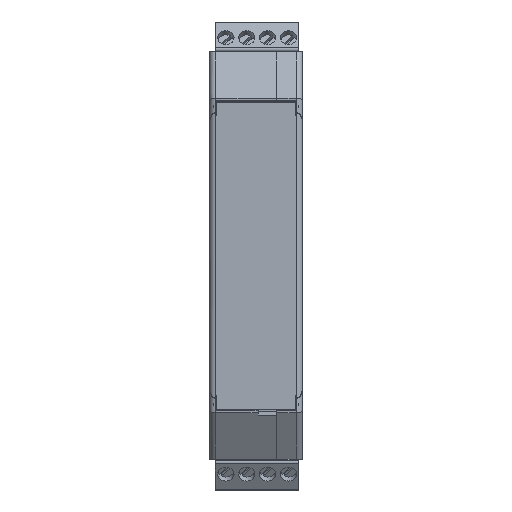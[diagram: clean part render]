
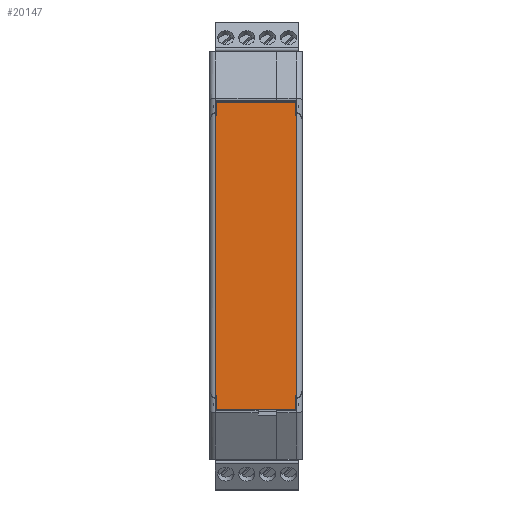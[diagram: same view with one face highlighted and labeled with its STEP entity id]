
A CAD part, top view. The second image highlights one B-rep face of the part: STEP entity #20147.
In plain terms, the highlighted planar face has unit normal (0, 0, 1).
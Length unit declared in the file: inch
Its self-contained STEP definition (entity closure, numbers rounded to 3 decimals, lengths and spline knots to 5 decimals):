
#111 = EDGE_CURVE ( 'NONE', #13683, #37821, #44006, .T. ) ;
#276 = VERTEX_POINT ( 'NONE', #31300 ) ;
#326 = EDGE_CURVE ( 'NONE', #9910, #7291, #28567, .T. ) ;
#1246 = CARTESIAN_POINT ( 'NONE',  ( -0.06017, 2.23361, 4.04134 ) ) ;
#1507 = ORIENTED_EDGE ( 'NONE', *, *, #3252, .T. ) ;
#2596 = VERTEX_POINT ( 'NONE', #5820 ) ;
#2908 = PLANE ( 'NONE',  #35662 ) ;
#3252 = EDGE_CURVE ( 'NONE', #51062, #9910, #33100, .T. ) ;
#3919 = VECTOR ( 'NONE', #9812, 39.37008 ) ;
#4067 = VECTOR ( 'NONE', #55249, 39.37008 ) ;
#4896 = EDGE_CURVE ( 'NONE', #24302, #7291, #42307, .T. ) ;
#4978 = DIRECTION ( 'NONE',  ( 0., -1., 0. ) ) ;
#5201 = LINE ( 'NONE', #11219, #15245 ) ;
#5820 = CARTESIAN_POINT ( 'NONE',  ( -0.76575, -0.60497, 4.04134 ) ) ;
#6366 = DIRECTION ( 'NONE',  ( 1., 0., 0. ) ) ;
#6488 = CARTESIAN_POINT ( 'NONE',  ( 0., 2.33597, 4.04134 ) ) ;
#7220 = DIRECTION ( 'NONE',  ( 0., -1., 0. ) ) ;
#7291 = VERTEX_POINT ( 'NONE', #17103 ) ;
#7468 = ORIENTED_EDGE ( 'NONE', *, *, #21978, .F. ) ;
#7811 = DIRECTION ( 'NONE',  ( 0., 1., 0. ) ) ;
#8349 = VECTOR ( 'NONE', #17319, 39.37008 ) ;
#8843 = CARTESIAN_POINT ( 'NONE',  ( -0.76575, 2.23361, 4.04134 ) ) ;
#9302 = ORIENTED_EDGE ( 'NONE', *, *, #4896, .F. ) ;
#9812 = DIRECTION ( 'NONE',  ( -1., 0., 0. ) ) ;
#9910 = VERTEX_POINT ( 'NONE', #18378 ) ;
#10340 = VECTOR ( 'NONE', #4978, 39.37008 ) ;
#10398 = LINE ( 'NONE', #11954, #35114 ) ;
#10786 = LINE ( 'NONE', #33709, #4067 ) ;
#11004 = DIRECTION ( 'NONE',  ( 0., 1., 0. ) ) ;
#11219 = CARTESIAN_POINT ( 'NONE',  ( -0.06017, 2.23361, 4.04134 ) ) ;
#11907 = ORIENTED_EDGE ( 'NONE', *, *, #46429, .T. ) ;
#11954 = CARTESIAN_POINT ( 'NONE',  ( 0.02992, -0.60497, 4.04134 ) ) ;
#12531 = VERTEX_POINT ( 'NONE', #33345 ) ;
#13683 = VERTEX_POINT ( 'NONE', #8843 ) ;
#15245 = VECTOR ( 'NONE', #45251, 39.37008 ) ;
#15474 = CARTESIAN_POINT ( 'NONE',  ( -0.77165, 2.23361, 4.04134 ) ) ;
#15722 = VECTOR ( 'NONE', #6366, 39.37008 ) ;
#16369 = LINE ( 'NONE', #29221, #49893 ) ;
#16608 = EDGE_LOOP ( 'NONE', ( #33369, #30059, #11907, #7468, #28443, #41376, #53741, #1507, #36603, #9302, #46563, #23507 ) ) ;
#17103 = CARTESIAN_POINT ( 'NONE',  ( -0.00591, 2.23361, 4.04134 ) ) ;
#17319 = DIRECTION ( 'NONE',  ( 1., 0., 0. ) ) ;
#17909 = LINE ( 'NONE', #48545, #23285 ) ;
#18378 = CARTESIAN_POINT ( 'NONE',  ( 0., 2.23361, 4.04134 ) ) ;
#20147 = ADVANCED_FACE ( 'NONE', ( #25086 ), #2908, .T. ) ;
#21323 = CARTESIAN_POINT ( 'NONE',  ( 0., -0.4908, 4.04134 ) ) ;
#21978 = EDGE_CURVE ( 'NONE', #2596, #41228, #16369, .T. ) ;
#22355 = CARTESIAN_POINT ( 'NONE',  ( -0.77165, 2.33597, 4.04134 ) ) ;
#22541 = EDGE_CURVE ( 'NONE', #46540, #51062, #35762, .T. ) ;
#23285 = VECTOR ( 'NONE', #41237, 39.37008 ) ;
#23507 = ORIENTED_EDGE ( 'NONE', *, *, #111, .F. ) ;
#24302 = VERTEX_POINT ( 'NONE', #26671 ) ;
#25086 = FACE_OUTER_BOUND ( 'NONE', #16608, .T. ) ;
#26671 = CARTESIAN_POINT ( 'NONE',  ( -0.00591, 2.33597, 4.04134 ) ) ;
#27131 = LINE ( 'NONE', #22355, #10340 ) ;
#28443 = ORIENTED_EDGE ( 'NONE', *, *, #51435, .T. ) ;
#28567 = LINE ( 'NONE', #1246, #3919 ) ;
#29095 = CARTESIAN_POINT ( 'NONE',  ( -0.76575, 2.15631, 4.04134 ) ) ;
#29221 = CARTESIAN_POINT ( 'NONE',  ( -0.76575, -0.54442, 4.04134 ) ) ;
#30059 = ORIENTED_EDGE ( 'NONE', *, *, #51779, .T. ) ;
#31300 = CARTESIAN_POINT ( 'NONE',  ( -0.00591, -0.60497, 4.04134 ) ) ;
#33054 = EDGE_CURVE ( 'NONE', #24302, #37821, #10786, .T. ) ;
#33100 = LINE ( 'NONE', #6488, #54553 ) ;
#33345 = CARTESIAN_POINT ( 'NONE',  ( -0.77165, -0.4908, 4.04134 ) ) ;
#33369 = ORIENTED_EDGE ( 'NONE', *, *, #49816, .T. ) ;
#33709 = CARTESIAN_POINT ( 'NONE',  ( -0.06017, 2.33597, 4.04134 ) ) ;
#34683 = EDGE_CURVE ( 'NONE', #46540, #276, #17909, .T. ) ;
#35114 = VECTOR ( 'NONE', #46001, 39.37008 ) ;
#35662 = AXIS2_PLACEMENT_3D ( 'NONE', #49498, #54366, #7220 ) ;
#35762 = LINE ( 'NONE', #38669, #8349 ) ;
#36492 = CARTESIAN_POINT ( 'NONE',  ( -0.06017, -0.4908, 4.04134 ) ) ;
#36603 = ORIENTED_EDGE ( 'NONE', *, *, #326, .T. ) ;
#37222 = DIRECTION ( 'NONE',  ( 0., -1., 0. ) ) ;
#37638 = VECTOR ( 'NONE', #37222, 39.37008 ) ;
#37678 = DIRECTION ( 'NONE',  ( 0., 1., 0. ) ) ;
#37821 = VERTEX_POINT ( 'NONE', #45034 ) ;
#37849 = VERTEX_POINT ( 'NONE', #15474 ) ;
#38473 = LINE ( 'NONE', #36492, #15722 ) ;
#38669 = CARTESIAN_POINT ( 'NONE',  ( -0.06017, -0.4908, 4.04134 ) ) ;
#41228 = VERTEX_POINT ( 'NONE', #54665 ) ;
#41237 = DIRECTION ( 'NONE',  ( 0., -1., 0. ) ) ;
#41376 = ORIENTED_EDGE ( 'NONE', *, *, #34683, .F. ) ;
#42307 = LINE ( 'NONE', #50666, #37638 ) ;
#44006 = LINE ( 'NONE', #29095, #45365 ) ;
#45034 = CARTESIAN_POINT ( 'NONE',  ( -0.76575, 2.33597, 4.04134 ) ) ;
#45251 = DIRECTION ( 'NONE',  ( -1., 0., 0. ) ) ;
#45365 = VECTOR ( 'NONE', #7811, 39.37008 ) ;
#46001 = DIRECTION ( 'NONE',  ( 1., 0., 0. ) ) ;
#46429 = EDGE_CURVE ( 'NONE', #12531, #41228, #38473, .T. ) ;
#46540 = VERTEX_POINT ( 'NONE', #53544 ) ;
#46563 = ORIENTED_EDGE ( 'NONE', *, *, #33054, .T. ) ;
#48545 = CARTESIAN_POINT ( 'NONE',  ( -0.00591, -0.51304, 4.04134 ) ) ;
#49498 = CARTESIAN_POINT ( 'NONE',  ( -0.06017, 2.33597, 4.04134 ) ) ;
#49816 = EDGE_CURVE ( 'NONE', #13683, #37849, #5201, .T. ) ;
#49893 = VECTOR ( 'NONE', #37678, 39.37008 ) ;
#50666 = CARTESIAN_POINT ( 'NONE',  ( -0.00591, 2.07219, 4.04134 ) ) ;
#51062 = VERTEX_POINT ( 'NONE', #21323 ) ;
#51435 = EDGE_CURVE ( 'NONE', #2596, #276, #10398, .T. ) ;
#51779 = EDGE_CURVE ( 'NONE', #37849, #12531, #27131, .T. ) ;
#53544 = CARTESIAN_POINT ( 'NONE',  ( -0.00591, -0.4908, 4.04134 ) ) ;
#53741 = ORIENTED_EDGE ( 'NONE', *, *, #22541, .T. ) ;
#54366 = DIRECTION ( 'NONE',  ( 0., 0., 1. ) ) ;
#54553 = VECTOR ( 'NONE', #11004, 39.37008 ) ;
#54665 = CARTESIAN_POINT ( 'NONE',  ( -0.76575, -0.4908, 4.04134 ) ) ;
#55249 = DIRECTION ( 'NONE',  ( -1., 0., 0. ) ) ;
